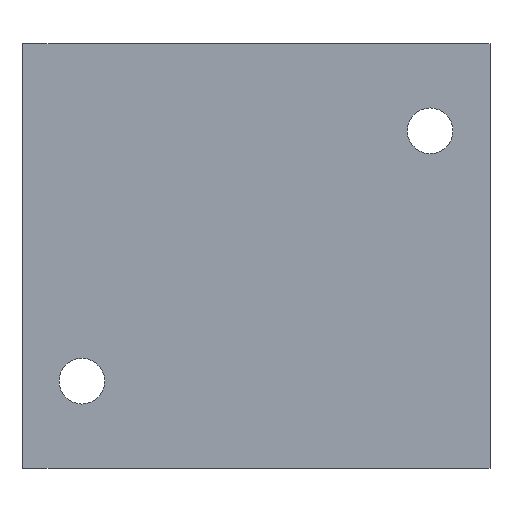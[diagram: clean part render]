
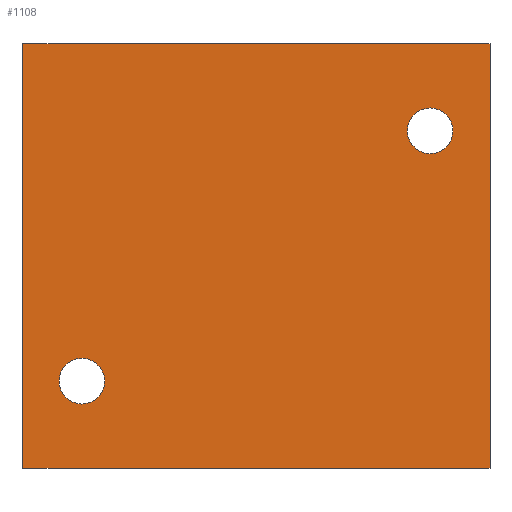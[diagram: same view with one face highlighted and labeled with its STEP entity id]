
A CAD part, front view. The second image highlights one B-rep face of the part: STEP entity #1108.
In plain terms, the highlighted planar face has unit normal (0, -1, 0).
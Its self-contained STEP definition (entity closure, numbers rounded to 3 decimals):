
#29 = ORIENTED_EDGE ( 'NONE', *, *, #761, .F. ) ;
#40 = CARTESIAN_POINT ( 'NONE',  ( -21.5, -17.5, 19.5 ) ) ;
#54 = DIRECTION ( 'NONE',  ( 0., 0., -1. ) ) ;
#88 = ORIENTED_EDGE ( 'NONE', *, *, #1447, .F. ) ;
#110 = EDGE_CURVE ( 'NONE', #1410, #454, #1377, .T. ) ;
#126 = ORIENTED_EDGE ( 'NONE', *, *, #889, .T. ) ;
#163 = VERTEX_POINT ( 'NONE', #242 ) ;
#164 = CARTESIAN_POINT ( 'NONE',  ( 16., -17.5, 13.6 ) ) ;
#180 = DIRECTION ( 'NONE',  ( 1., 0., 0. ) ) ;
#189 = DIRECTION ( 'NONE',  ( 0., 1., 0. ) ) ;
#195 = CARTESIAN_POINT ( 'NONE',  ( 21.5, -17.5, -19.5 ) ) ;
#242 = CARTESIAN_POINT ( 'NONE',  ( 21.5, -17.5, 19.5 ) ) ;
#258 = DIRECTION ( 'NONE',  ( 0., -1., 0. ) ) ;
#297 = CARTESIAN_POINT ( 'NONE',  ( -21.5, -17.5, 19.5 ) ) ;
#298 = EDGE_CURVE ( 'NONE', #1250, #409, #1256, .T. ) ;
#332 = LINE ( 'NONE', #1039, #896 ) ;
#345 = DIRECTION ( 'NONE',  ( 1., 0., 0. ) ) ;
#354 = ORIENTED_EDGE ( 'NONE', *, *, #581, .F. ) ;
#364 = CARTESIAN_POINT ( 'NONE',  ( 16., -17.5, 11.5 ) ) ;
#381 = VERTEX_POINT ( 'NONE', #195 ) ;
#409 = VERTEX_POINT ( 'NONE', #1472 ) ;
#443 = CARTESIAN_POINT ( 'NONE',  ( 16., -17.5, 9.4 ) ) ;
#446 = CIRCLE ( 'NONE', #723, 2.1 ) ;
#447 = DIRECTION ( 'NONE',  ( 0., 0., -1. ) ) ;
#454 = VERTEX_POINT ( 'NONE', #164 ) ;
#508 = VERTEX_POINT ( 'NONE', #670 ) ;
#523 = EDGE_LOOP ( 'NONE', ( #598, #29 ) ) ;
#569 = ORIENTED_EDGE ( 'NONE', *, *, #1290, .T. ) ;
#573 = DIRECTION ( 'NONE',  ( 0., 0., -1. ) ) ;
#581 = EDGE_CURVE ( 'NONE', #163, #381, #1260, .T. ) ;
#594 = AXIS2_PLACEMENT_3D ( 'NONE', #1106, #1025, #54 ) ;
#595 = DIRECTION ( 'NONE',  ( 0., -1., 0. ) ) ;
#598 = ORIENTED_EDGE ( 'NONE', *, *, #110, .F. ) ;
#600 = VECTOR ( 'NONE', #345, 1000. ) ;
#656 = FACE_OUTER_BOUND ( 'NONE', #1356, .T. ) ;
#670 = CARTESIAN_POINT ( 'NONE',  ( -21.5, -17.5, -19.5 ) ) ;
#683 = LINE ( 'NONE', #1514, #600 ) ;
#713 = CARTESIAN_POINT ( 'NONE',  ( -16., -17.5, -11.5 ) ) ;
#716 = ORIENTED_EDGE ( 'NONE', *, *, #298, .F. ) ;
#723 = AXIS2_PLACEMENT_3D ( 'NONE', #364, #1517, #1080 ) ;
#761 = EDGE_CURVE ( 'NONE', #454, #1410, #446, .T. ) ;
#790 = FACE_BOUND ( 'NONE', #523, .T. ) ;
#810 = VECTOR ( 'NONE', #180, 1000. ) ;
#852 = DIRECTION ( 'NONE',  ( 0., 0., -1. ) ) ;
#889 = EDGE_CURVE ( 'NONE', #508, #381, #683, .T. ) ;
#896 = VECTOR ( 'NONE', #447, 1000. ) ;
#912 = AXIS2_PLACEMENT_3D ( 'NONE', #1326, #258, #852 ) ;
#1025 = DIRECTION ( 'NONE',  ( 0., -1., 0. ) ) ;
#1039 = CARTESIAN_POINT ( 'NONE',  ( -21.5, -17.5, 19.5 ) ) ;
#1064 = CIRCLE ( 'NONE', #1267, 2.1 ) ;
#1080 = DIRECTION ( 'NONE',  ( 0., 0., -1. ) ) ;
#1085 = EDGE_CURVE ( 'NONE', #1174, #163, #1448, .T. ) ;
#1106 = CARTESIAN_POINT ( 'NONE',  ( -16., -17.5, -11.5 ) ) ;
#1108 = ADVANCED_FACE ( 'NONE', ( #790, #1361, #656 ), #1132, .F. ) ;
#1123 = DIRECTION ( 'NONE',  ( 0., 0., 1. ) ) ;
#1132 = PLANE ( 'NONE',  #1392 ) ;
#1169 = ORIENTED_EDGE ( 'NONE', *, *, #1085, .F. ) ;
#1170 = DIRECTION ( 'NONE',  ( 0., 0., -1. ) ) ;
#1174 = VERTEX_POINT ( 'NONE', #40 ) ;
#1250 = VERTEX_POINT ( 'NONE', #1508 ) ;
#1256 = CIRCLE ( 'NONE', #594, 2.1 ) ;
#1260 = LINE ( 'NONE', #1271, #1263 ) ;
#1263 = VECTOR ( 'NONE', #573, 1000. ) ;
#1267 = AXIS2_PLACEMENT_3D ( 'NONE', #713, #595, #1170 ) ;
#1271 = CARTESIAN_POINT ( 'NONE',  ( 21.5, -17.5, 19.5 ) ) ;
#1288 = EDGE_LOOP ( 'NONE', ( #88, #716 ) ) ;
#1290 = EDGE_CURVE ( 'NONE', #1174, #508, #332, .T. ) ;
#1326 = CARTESIAN_POINT ( 'NONE',  ( 16., -17.5, 11.5 ) ) ;
#1356 = EDGE_LOOP ( 'NONE', ( #126, #354, #1169, #569 ) ) ;
#1361 = FACE_BOUND ( 'NONE', #1288, .T. ) ;
#1377 = CIRCLE ( 'NONE', #912, 2.1 ) ;
#1392 = AXIS2_PLACEMENT_3D ( 'NONE', #297, #189, #1123 ) ;
#1410 = VERTEX_POINT ( 'NONE', #443 ) ;
#1447 = EDGE_CURVE ( 'NONE', #409, #1250, #1064, .T. ) ;
#1448 = LINE ( 'NONE', #1452, #810 ) ;
#1452 = CARTESIAN_POINT ( 'NONE',  ( -21.5, -17.5, 19.5 ) ) ;
#1472 = CARTESIAN_POINT ( 'NONE',  ( -16., -17.5, -13.6 ) ) ;
#1508 = CARTESIAN_POINT ( 'NONE',  ( -16., -17.5, -9.4 ) ) ;
#1514 = CARTESIAN_POINT ( 'NONE',  ( -21.5, -17.5, -19.5 ) ) ;
#1517 = DIRECTION ( 'NONE',  ( 0., -1., 0. ) ) ;
